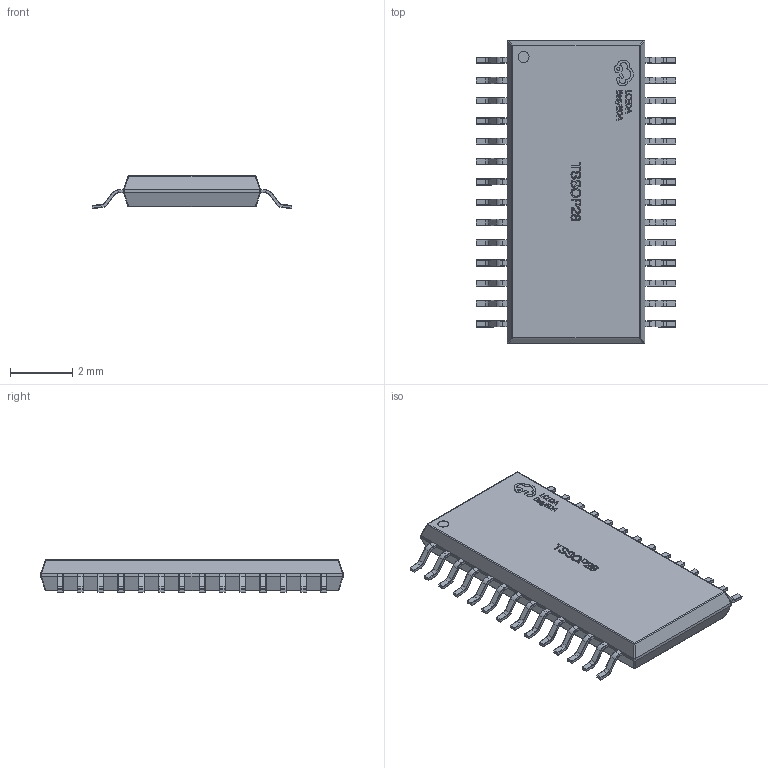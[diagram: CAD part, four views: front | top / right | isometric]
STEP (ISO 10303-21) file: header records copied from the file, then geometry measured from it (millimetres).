
FILE_DESCRIPTION (( 'STEP AP214' ), '1' );
FILE_NAME ('TSSOP-28_L9.7-W4.4-H1.0-LS6.4-P0.65.step', '2022-07-26T10:48:30', ( '' ), ( '' ), 'SwSTEP 2.0', 'SolidWorks 2020', '' );
FILE_SCHEMA (( 'AUTOMOTIVE_DESIGN' ));
Length unit declared in the file: millimetre
Products named in the file (1): TSSOP-28_L9.7-W4.4-H1.0-LS6.4-P0.65
Bounding box: 6.41 x 9.7 x 1.05 mm (x, y, z)
Volume: 41.5 mm3; surface area: 127.3 mm2
Topology: 42 solids, 42 shells, 1882 faces, 4165 edges, 2330 vertices
Faces by surface type: plane 738, cylinder 582, torus 224, bspline 190, sphere 148
Entity records: 75906 total; most frequent: CARTESIAN_POINT 14784, DIRECTION 8459, ORIENTED_EDGE 8106, EDGE_CURVE 4053, AXIS2_PLACEMENT_3D 3121, VERTEX_POINT 2274, VECTOR 2217, LINE 2217
